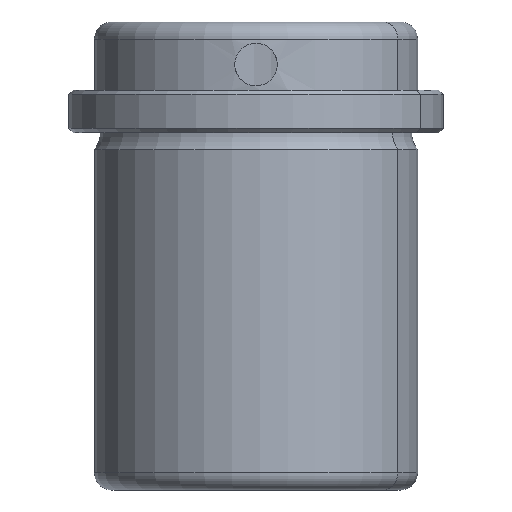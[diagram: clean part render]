
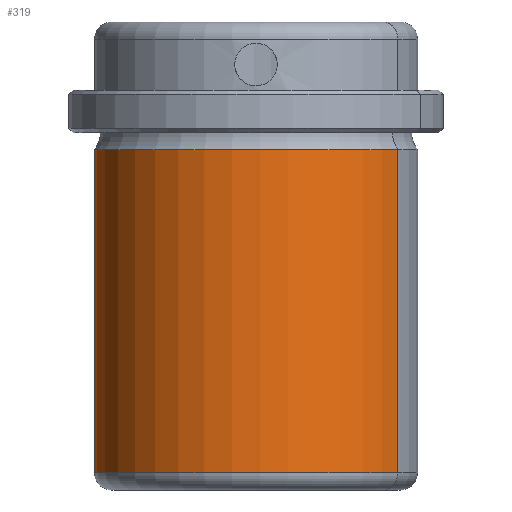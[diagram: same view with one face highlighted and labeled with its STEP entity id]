
A CAD part, front view. The second image highlights one B-rep face of the part: STEP entity #319.
In plain terms, the highlighted cylindrical face has radius 19 mm (diameter 38 mm), a partial arc.
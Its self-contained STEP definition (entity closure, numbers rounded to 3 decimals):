
#250=CARTESIAN_POINT('Vertex',(16.674,-9.109,-40.)) ;
#253=CARTESIAN_POINT('Axis2P3D Location',(0.,0.,-40.)) ;
#257=CARTESIAN_POINT('Vertex',(-16.674,9.109,-40.)) ;
#289=CARTESIAN_POINT('Axis2P3D Location',(0.,0.,-14.5)) ;
#294=CARTESIAN_POINT('Line Origine',(16.674,-9.109,-14.5)) ;
#298=CARTESIAN_POINT('Vertex',(16.674,-9.109,-2.)) ;
#301=CARTESIAN_POINT('Axis2P3D Location',(0.,0.,-2.)) ;
#305=CARTESIAN_POINT('Vertex',(-16.674,9.109,-2.)) ;
#308=CARTESIAN_POINT('Line Origine',(-16.674,9.109,-14.5)) ;
#254=DIRECTION('Axis2P3D Direction',(0.,0.,-1.)) ;
#290=DIRECTION('Axis2P3D Direction',(0.,0.,-1.)) ;
#291=DIRECTION('Axis2P3D XDirection',(-0.878,0.479,-0.)) ;
#295=DIRECTION('Vector Direction',(0.,0.,-1.)) ;
#302=DIRECTION('Axis2P3D Direction',(0.,0.,-1.)) ;
#309=DIRECTION('Vector Direction',(0.,0.,-1.)) ;
#255=AXIS2_PLACEMENT_3D('Circle Axis2P3D',#253,#254,$) ;
#292=AXIS2_PLACEMENT_3D('Cylinder Axis2P3D',#289,#290,#291) ;
#303=AXIS2_PLACEMENT_3D('Circle Axis2P3D',#301,#302,$) ;
#314=ORIENTED_EDGE('',*,*,#300,.T.) ;
#315=ORIENTED_EDGE('',*,*,#307,.T.) ;
#316=ORIENTED_EDGE('',*,*,#312,.F.) ;
#317=ORIENTED_EDGE('',*,*,#259,.F.) ;
#296=VECTOR('Line Direction',#295,1.) ;
#310=VECTOR('Line Direction',#309,1.) ;
#319=ADVANCED_FACE('PartBody',(#318),#293,.T.) ;
#256=CIRCLE('generated circle',#255,19.) ;
#304=CIRCLE('generated circle',#303,19.) ;
#293=CYLINDRICAL_SURFACE('generated cylinder',#292,19.) ;
#259=EDGE_CURVE('',#251,#258,#256,.T.) ;
#300=EDGE_CURVE('',#251,#299,#297,.F.) ;
#307=EDGE_CURVE('',#299,#306,#304,.T.) ;
#312=EDGE_CURVE('',#258,#306,#311,.F.) ;
#313=EDGE_LOOP('',(#314,#315,#316,#317)) ;
#318=FACE_OUTER_BOUND('',#313,.T.) ;
#297=LINE('Line',#294,#296) ;
#311=LINE('Line',#308,#310) ;
#251=VERTEX_POINT('',#250) ;
#258=VERTEX_POINT('',#257) ;
#299=VERTEX_POINT('',#298) ;
#306=VERTEX_POINT('',#305) ;
